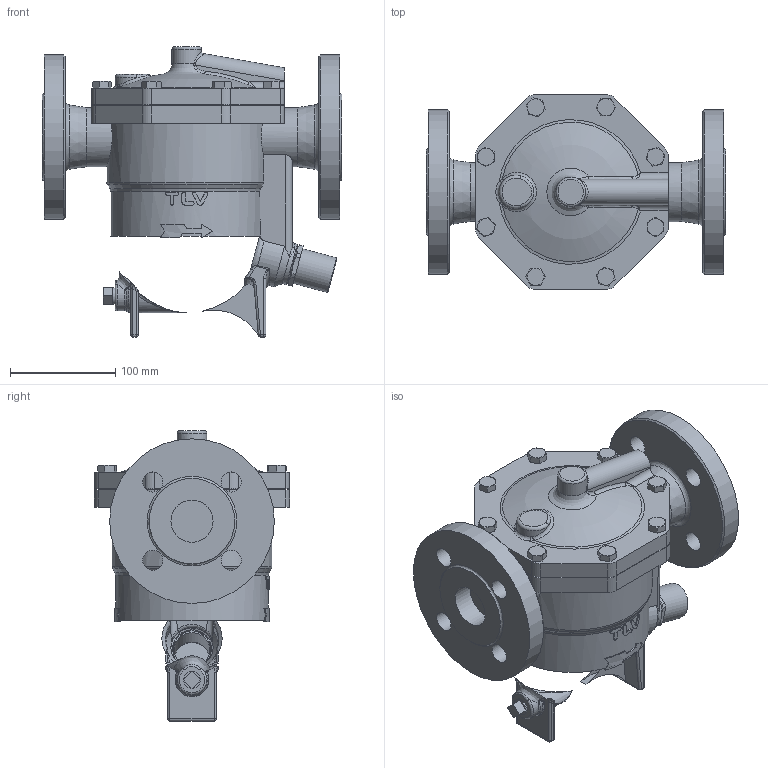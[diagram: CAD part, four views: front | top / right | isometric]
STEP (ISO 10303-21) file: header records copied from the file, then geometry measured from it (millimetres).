
FILE_DESCRIPTION((''),'2;1');
FILE_NAME('j7x00-040-jis20-00.stp','2010-11-11T16:38:24',('nakaot'),(''),'Autodesk Inventor 2008','Autodesk Inventor 2008','');
FILE_SCHEMA(('AUTOMOTIVE_DESIGN { 1 0 10303 214 1 1 1 1 }'));
Length unit declared in the file: millimetre
Products named in the file (1): j7x00-040-jis20-00
Bounding box: 284 x 185 x 275 mm (x, y, z)
Volume: 4918146.1 mm3; surface area: 310008.3 mm2
Topology: 1 solids, 1 shells, 439 faces, 1073 edges, 657 vertices
Faces by surface type: plane 154, bspline 122, cylinder 89, cone 59, sphere 10, torus 5
Full cylindrical faces by diameter (mm): 10 x16, 19 x4, 28 x1, 34 x1, 40 x2, 56 x2, 150 x1, 156 x1
Entity records: 26417 total; most frequent: CARTESIAN_POINT 17307, ORIENTED_EDGE 1970, DIRECTION 1653, EDGE_CURVE 985, AXIS2_PLACEMENT_3D 671, VERTEX_POINT 642, EDGE_LOOP 565, FACE_OUTER_BOUND 439
